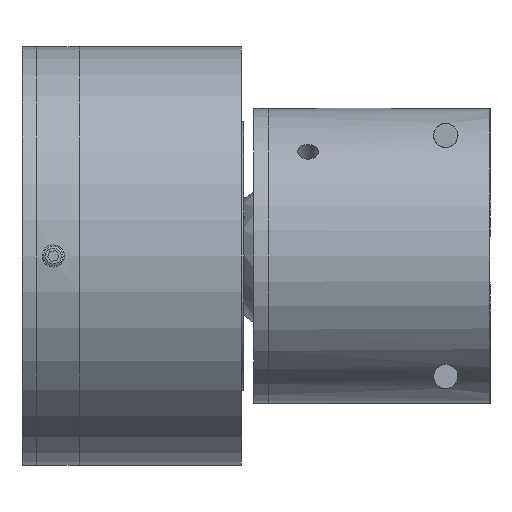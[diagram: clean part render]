
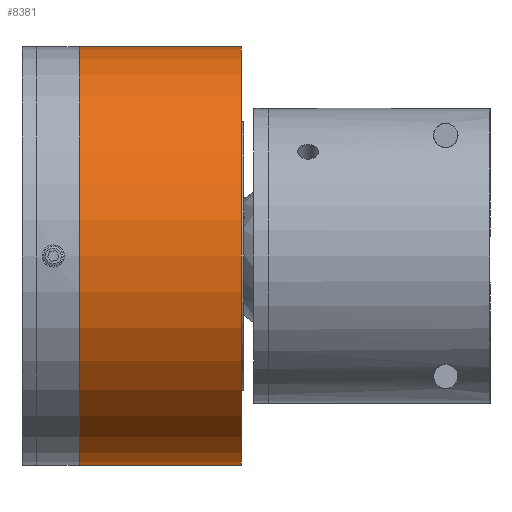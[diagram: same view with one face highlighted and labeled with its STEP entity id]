
A CAD part, front view. The second image highlights one B-rep face of the part: STEP entity #8381.
In plain terms, the highlighted cylindrical face has radius 42.5 mm (diameter 85 mm), a full revolution.
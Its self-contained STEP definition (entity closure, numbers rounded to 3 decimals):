
#144 = CARTESIAN_POINT ( 'NONE',  ( 8.5, 0., 0. ) ) ;
#385 = DIRECTION ( 'NONE',  ( 0., 0., -1. ) ) ;
#633 = AXIS2_PLACEMENT_3D ( 'NONE', #5675, #11551, #10012 ) ;
#1331 = ORIENTED_EDGE ( 'NONE', *, *, #5065, .T. ) ;
#1519 = ORIENTED_EDGE ( 'NONE', *, *, #12133, .T. ) ;
#1678 = DIRECTION ( 'NONE',  ( -1., 0., 0. ) ) ;
#1691 = ORIENTED_EDGE ( 'NONE', *, *, #18485, .T. ) ;
#2854 = VERTEX_POINT ( 'NONE', #17434 ) ;
#3098 = ORIENTED_EDGE ( 'NONE', *, *, #14493, .F. ) ;
#3245 = EDGE_LOOP ( 'NONE', ( #3098 ) ) ;
#3994 = CARTESIAN_POINT ( 'NONE',  ( 8.5, 41.5, -9.165 ) ) ;
#4017 = ORIENTED_EDGE ( 'NONE', *, *, #16512, .T. ) ;
#4052 = CIRCLE ( 'NONE', #14725, 42.5 ) ;
#4531 = DIRECTION ( 'NONE',  ( 0., 0., 1. ) ) ;
#5065 = EDGE_CURVE ( 'NONE', #13267, #16146, #13933, .T. ) ;
#5130 = VERTEX_POINT ( 'NONE', #15855 ) ;
#5632 = EDGE_LOOP ( 'NONE', ( #4017 ) ) ;
#5675 = CARTESIAN_POINT ( 'NONE',  ( 12.5, 0., 0. ) ) ;
#6178 = FACE_OUTER_BOUND ( 'NONE', #3245, .T. ) ;
#6525 = CARTESIAN_POINT ( 'NONE',  ( 32.5, 0., 0. ) ) ;
#6587 = VERTEX_POINT ( 'NONE', #15690 ) ;
#7760 = CIRCLE ( 'NONE', #17871, 42.5 ) ;
#7839 = VECTOR ( 'NONE', #15662, 1000. ) ;
#8381 = ADVANCED_FACE ( 'NONE', ( #11682, #6178, #14703 ), #12044, .T. ) ;
#9230 = DIRECTION ( 'NONE',  ( -1., 0., 0. ) ) ;
#9674 = CARTESIAN_POINT ( 'NONE',  ( 12.5, 41.5, -9.165 ) ) ;
#10012 = DIRECTION ( 'NONE',  ( 0., -1., 0. ) ) ;
#10047 = EDGE_CURVE ( 'NONE', #17143, #5130, #11254, .T. ) ;
#10776 = CIRCLE ( 'NONE', #633, 42.5 ) ;
#11254 = LINE ( 'NONE', #18723, #13096 ) ;
#11284 = CARTESIAN_POINT ( 'NONE',  ( 41.5, 0., 0. ) ) ;
#11382 = DIRECTION ( 'NONE',  ( -1., 0., 0. ) ) ;
#11551 = DIRECTION ( 'NONE',  ( -1., 0., 0. ) ) ;
#11682 = FACE_BOUND ( 'NONE', #17627, .T. ) ;
#11827 = CARTESIAN_POINT ( 'NONE',  ( 8.5, 0., 0. ) ) ;
#12044 = CYLINDRICAL_SURFACE ( 'NONE', #15205, 42.5 ) ;
#12133 = EDGE_CURVE ( 'NONE', #5130, #13267, #10776, .T. ) ;
#12386 = DIRECTION ( 'NONE',  ( 1., 0., 0. ) ) ;
#13050 = CIRCLE ( 'NONE', #16720, 42.5 ) ;
#13096 = VECTOR ( 'NONE', #14192, 1000. ) ;
#13267 = VERTEX_POINT ( 'NONE', #9674 ) ;
#13933 = LINE ( 'NONE', #3994, #7839 ) ;
#14192 = DIRECTION ( 'NONE',  ( -1., 0., 0. ) ) ;
#14218 = DIRECTION ( 'NONE',  ( 0., 0., 1. ) ) ;
#14493 = EDGE_CURVE ( 'NONE', #6587, #6587, #4052, .T. ) ;
#14703 = FACE_OUTER_BOUND ( 'NONE', #5632, .T. ) ;
#14725 = AXIS2_PLACEMENT_3D ( 'NONE', #11827, #9230, #4531 ) ;
#15205 = AXIS2_PLACEMENT_3D ( 'NONE', #144, #1678, #16339 ) ;
#15662 = DIRECTION ( 'NONE',  ( 1., 0., 0. ) ) ;
#15690 = CARTESIAN_POINT ( 'NONE',  ( 8.5, 0., 42.5 ) ) ;
#15855 = CARTESIAN_POINT ( 'NONE',  ( 12.5, 41.5, 9.165 ) ) ;
#16027 = CARTESIAN_POINT ( 'NONE',  ( 32.5, 41.5, 9.165 ) ) ;
#16146 = VERTEX_POINT ( 'NONE', #17834 ) ;
#16339 = DIRECTION ( 'NONE',  ( 0., 0., 1. ) ) ;
#16512 = EDGE_CURVE ( 'NONE', #2854, #2854, #7760, .T. ) ;
#16720 = AXIS2_PLACEMENT_3D ( 'NONE', #6525, #12386, #385 ) ;
#16843 = ORIENTED_EDGE ( 'NONE', *, *, #10047, .T. ) ;
#17143 = VERTEX_POINT ( 'NONE', #16027 ) ;
#17434 = CARTESIAN_POINT ( 'NONE',  ( 41.5, 0., 42.5 ) ) ;
#17627 = EDGE_LOOP ( 'NONE', ( #1691, #16843, #1519, #1331 ) ) ;
#17834 = CARTESIAN_POINT ( 'NONE',  ( 32.5, 41.5, -9.165 ) ) ;
#17871 = AXIS2_PLACEMENT_3D ( 'NONE', #11284, #11382, #14218 ) ;
#18485 = EDGE_CURVE ( 'NONE', #16146, #17143, #13050, .T. ) ;
#18723 = CARTESIAN_POINT ( 'NONE',  ( 8.5, 41.5, 9.165 ) ) ;
